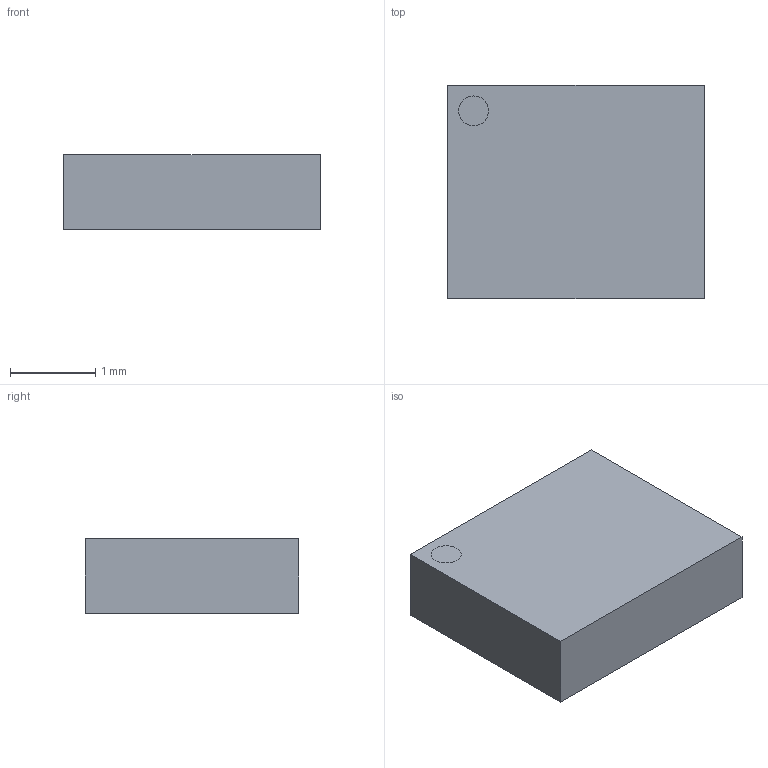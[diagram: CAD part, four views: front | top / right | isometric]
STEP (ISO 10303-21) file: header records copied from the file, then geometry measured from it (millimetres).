
FILE_DESCRIPTION(/* description */ ('STEP AP214'),/* implementation_level */ '2;1');
FILE_NAME(/* name */ 'BMI270.step',/* time_stamp */ '2025-04-07T16:16:23-07:00',/* author */ (''),/* organization */ (''),/* preprocessor_version */ 'ST-DEVELOPER v20.1',/* originating_system */ 'Autodesk Translation Framework v14.4.0.0',/* authorisation */ '');
FILE_SCHEMA (('AUTOMOTIVE_DESIGN { 1 0 10303 214 3 1 1 }'));
Length unit declared in the file: millimetre
Products named in the file (1): BMI270
Bounding box: 3 x 2.5 x 0.87 mm (x, y, z)
Volume: 6.5 mm3; surface area: 34.6 mm2
Topology: 17 solids, 17 shells, 176 faces, 378 edges, 252 vertices
Faces by surface type: plane 174, cylinder 2
Full cylindrical faces by diameter (mm): 0.35 x2
Entity records: 4704 total; most frequent: CARTESIAN_POINT 807, ORIENTED_EDGE 756, DIRECTION 736, EDGE_CURVE 378, LINE 374, VECTOR 374, VERTEX_POINT 252, EDGE_LOOP 192
